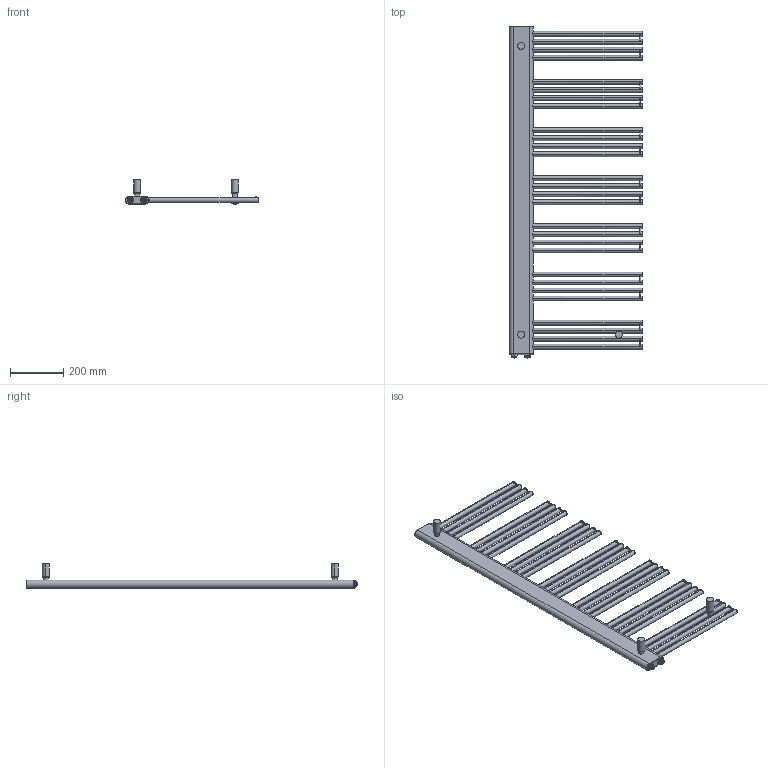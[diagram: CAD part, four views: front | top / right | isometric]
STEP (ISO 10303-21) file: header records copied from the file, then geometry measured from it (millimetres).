
FILE_DESCRIPTION((''),'2;1');
FILE_NAME('3551436100002_3D_SITO_ASM','2022-11-07T11:54:55',('PC132'),(''),'CREO PARAMETRIC BY PTC INC, 2022124','CREO PARAMETRIC BY PTC INC, 2022124','');
FILE_SCHEMA(('AUTOMOTIVE_DESIGN { 1 0 10303 214 1 1 1 1 }'));
Length unit declared in the file: millimetre
Products named in the file (4): 3551436100002_3D_SITO; BOTTONE_GNT_KELLY; 1041001240013; 3551436100002_3D_SITO_ASM
Assembly tree (4 placements, depth 2):
  3551436100002_3D_SITO_ASM
    3551436100002_3D_SITO
    BOTTONE_GNT_KELLY
    1041001240013  x2
Bounding box: 500 x 1241.4 x 91.5 mm (x, y, z)
Volume: 6108613.1 mm3; surface area: 945545.9 mm2
Topology: 19 solids, 22 shells, 519 faces, 1090 edges, 654 vertices
Faces by surface type: cylinder 192, plane 147, torus 130, cone 20, bspline 20, sphere 10
Entity records: 24828 total; most frequent: CARTESIAN_POINT 9704, DIRECTION 2068, ORIENTED_EDGE 1598, PRESENTATION_STYLE_ASSIGNMENT 964, STYLED_ITEM 895, AXIS2_PLACEMENT_3D 879, CURVE_STYLE 876, EDGE_CURVE 801
